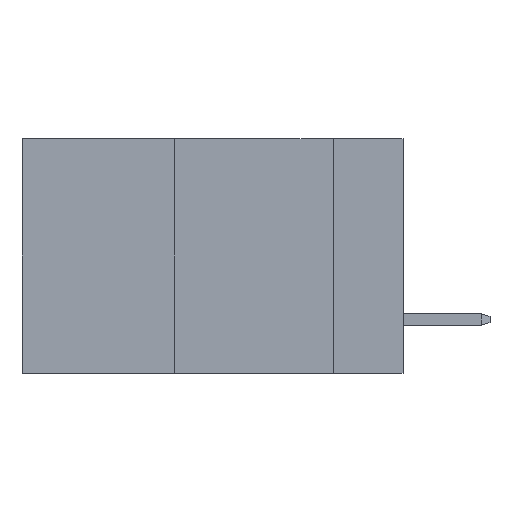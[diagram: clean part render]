
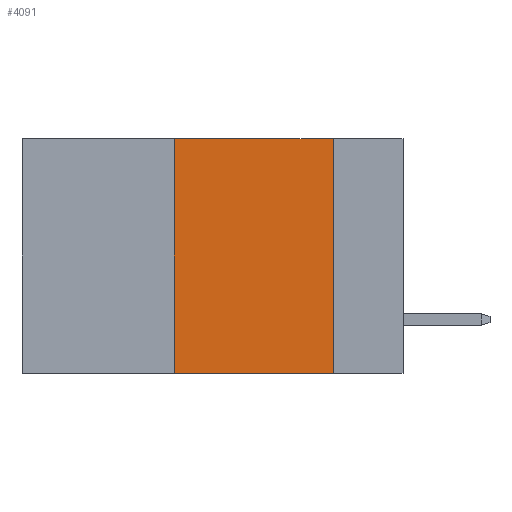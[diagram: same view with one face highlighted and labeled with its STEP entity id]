
A CAD part, left-side view. The second image highlights one B-rep face of the part: STEP entity #4091.
In plain terms, the highlighted planar face has unit normal (-1, 0, 0).
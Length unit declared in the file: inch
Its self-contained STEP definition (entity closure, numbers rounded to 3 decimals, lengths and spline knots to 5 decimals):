
#759 = CARTESIAN_POINT ( 'NONE',  ( 0., 0.6, 0. ) ) ;
#1266 = CARTESIAN_POINT ( 'NONE',  ( 0., 0.6, 0. ) ) ;
#1270 = CARTESIAN_POINT ( 'NONE',  ( 0., 0.11, 0. ) ) ;
#1844 = EDGE_CURVE ( 'NONE', #3480, #3659, #3737, .T. ) ;
#1939 = ORIENTED_EDGE ( 'NONE', *, *, #1844, .F. ) ;
#1974 = LINE ( 'NONE', #5080, #4957 ) ;
#2717 = DIRECTION ( 'NONE',  ( 0., 0., -1. ) ) ;
#2750 = ORIENTED_EDGE ( 'NONE', *, *, #3402, .T. ) ;
#3382 = VECTOR ( 'NONE', #8045, 39.37008 ) ;
#3402 = EDGE_CURVE ( 'NONE', #3480, #7131, #1974, .T. ) ;
#3480 = VERTEX_POINT ( 'NONE', #9658 ) ;
#3659 = VERTEX_POINT ( 'NONE', #11191 ) ;
#3737 = LINE ( 'NONE', #6987, #3382 ) ;
#4016 = DIRECTION ( 'NONE',  ( 0., -1., 0. ) ) ;
#4091 = ADVANCED_FACE ( 'NONE', ( #12653 ), #7237, .F. ) ;
#4303 = AXIS2_PLACEMENT_3D ( 'NONE', #759, #13569, #2717 ) ;
#4957 = VECTOR ( 'NONE', #4016, 39.37008 ) ;
#5080 = CARTESIAN_POINT ( 'NONE',  ( 0., 0.6, -0.37 ) ) ;
#5478 = EDGE_CURVE ( 'NONE', #12964, #7131, #6774, .T. ) ;
#5660 = EDGE_CURVE ( 'NONE', #3659, #12964, #9794, .T. ) ;
#6774 = LINE ( 'NONE', #13237, #12213 ) ;
#6987 = CARTESIAN_POINT ( 'NONE',  ( 0., 0.36, 0. ) ) ;
#7131 = VERTEX_POINT ( 'NONE', #10339 ) ;
#7237 = PLANE ( 'NONE',  #4303 ) ;
#7423 = VECTOR ( 'NONE', #13009, 39.37008 ) ;
#8045 = DIRECTION ( 'NONE',  ( 0., 0., 1. ) ) ;
#9383 = ORIENTED_EDGE ( 'NONE', *, *, #5478, .F. ) ;
#9658 = CARTESIAN_POINT ( 'NONE',  ( 0., 0.36, -0.37 ) ) ;
#9794 = LINE ( 'NONE', #1266, #7423 ) ;
#9992 = EDGE_LOOP ( 'NONE', ( #9383, #10087, #1939, #2750 ) ) ;
#10086 = DIRECTION ( 'NONE',  ( 0., 0., -1. ) ) ;
#10087 = ORIENTED_EDGE ( 'NONE', *, *, #5660, .F. ) ;
#10339 = CARTESIAN_POINT ( 'NONE',  ( 0., 0.11, -0.37 ) ) ;
#11191 = CARTESIAN_POINT ( 'NONE',  ( 0., 0.36, 0. ) ) ;
#12213 = VECTOR ( 'NONE', #10086, 39.37008 ) ;
#12653 = FACE_OUTER_BOUND ( 'NONE', #9992, .T. ) ;
#12964 = VERTEX_POINT ( 'NONE', #1270 ) ;
#13009 = DIRECTION ( 'NONE',  ( 0., -1., 0. ) ) ;
#13237 = CARTESIAN_POINT ( 'NONE',  ( 0., 0.11, 0. ) ) ;
#13569 = DIRECTION ( 'NONE',  ( 1., 0., 0. ) ) ;
